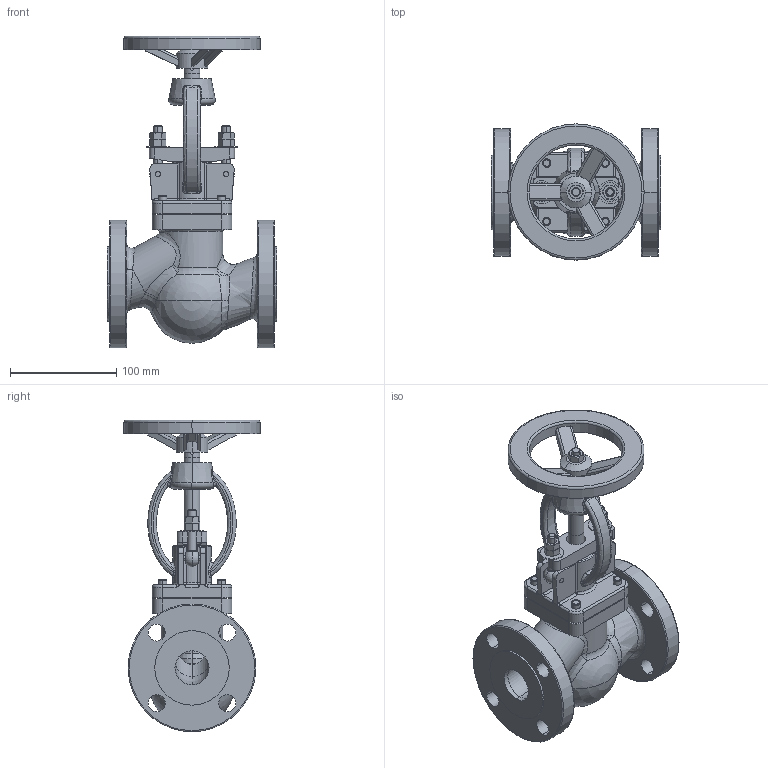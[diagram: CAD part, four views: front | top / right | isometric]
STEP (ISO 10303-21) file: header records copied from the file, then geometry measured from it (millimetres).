
FILE_DESCRIPTION((''),'2;1');
FILE_NAME('ASM0001_ASM','2017-05-25T08:20:40',('gkaminski'),(''),'CREO PARAMETRIC BY PTC INC, 2016390','CREO PARAMETRIC BY PTC INC, 2016390','');
FILE_SCHEMA(('CONFIG_CONTROL_DESIGN'));
Length unit declared in the file: millimetre
Products named in the file (15): ZAWOR_KORPUS; USZCZELKA2; ZAWOR_KORPUS_SUBRA_X4; POKRYWA; DLAWIK; OSKA; PODKLADKA_M8; ZAWOR_WRZECIONO; ZAWOR_PODKLADKA; ZAWOR_GRZYBEK; USZCZELKA; ZAWOR_KOLKO; NM8; SRUBA_M8; ASM0001_ASM
Assembly tree (24 placements, depth 2):
  ASM0001_ASM
    ZAWOR_KORPUS
    USZCZELKA2
    ZAWOR_KORPUS_SUBRA_X4  x4
    POKRYWA
    DLAWIK
    OSKA  x2
    PODKLADKA_M8  x2
    ZAWOR_WRZECIONO
    ZAWOR_PODKLADKA
    ZAWOR_GRZYBEK
    USZCZELKA
    ZAWOR_KOLKO
    NM8  x5
    SRUBA_M8  x2
Bounding box: 159 x 128 x 292.7 mm (x, y, z)
Volume: 911477.7 mm3; surface area: 260190.4 mm2
Topology: 24 solids, 39 shells, 776 faces, 1859 edges, 1153 vertices
Faces by surface type: cylinder 275, plane 207, cone 130, bspline 82, torus 59, sphere 19, extrusion 4
Entity records: 25994 total; most frequent: CARTESIAN_POINT 11553, DIRECTION 2972, ORIENTED_EDGE 2930, EDGE_CURVE 1481, AXIS2_PLACEMENT_3D 1241, VERTEX_POINT 936, EDGE_LOOP 713, CIRCLE 672
